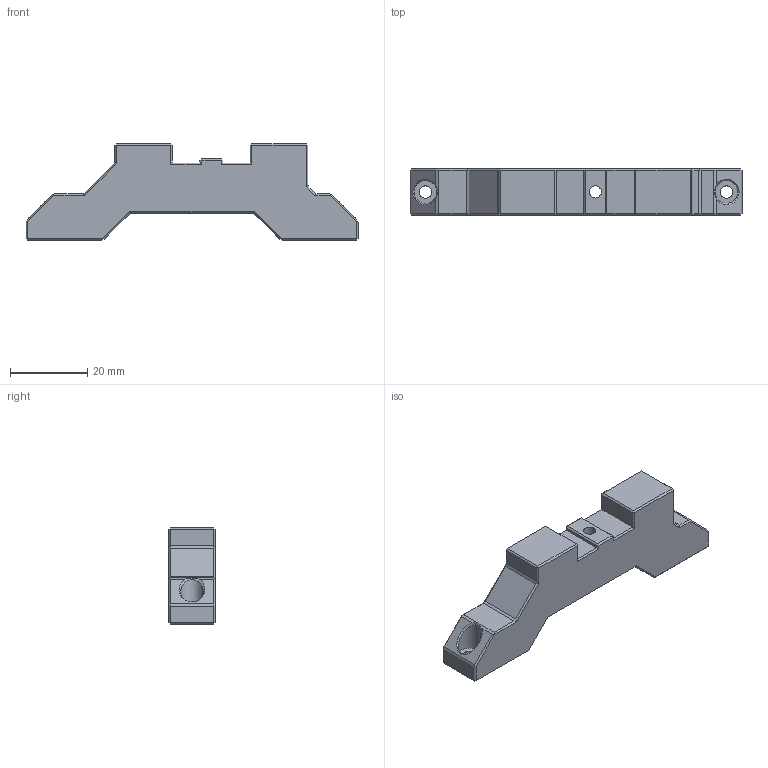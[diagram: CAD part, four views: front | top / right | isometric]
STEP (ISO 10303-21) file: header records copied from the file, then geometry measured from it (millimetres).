
FILE_DESCRIPTION(/* description */ (''),/* implementation_level */ '2;1');
FILE_NAME(/* name */ 'ercf_v2_middle_foot.step',/* time_stamp */ '2024-08-10T12:36:57-04:00',/* author */ (''),/* organization */ (''),/* preprocessor_version */ 'ST-DEVELOPER v20',/* originating_system */ 'Autodesk Translation Framework v13.14.0.145',/* authorisation */ '');
FILE_SCHEMA (('AUTOMOTIVE_DESIGN { 1 0 10303 214 3 1 1 }'));
Length unit declared in the file: millimetre
Products named in the file (1): ercf_v2_middle_foot
Bounding box: 86 x 12 x 25 mm (x, y, z)
Volume: 14899.5 mm3; surface area: 5579.7 mm2
Topology: 1 solids, 1 shells, 146 faces, 303 edges, 160 vertices
Faces by surface type: plane 137, cylinder 6, bspline 2, cone 1
Full cylindrical faces by diameter (mm): 3.15 x1, 3.2 x2, 5.9 x3
Entity records: 3898 total; most frequent: CARTESIAN_POINT 861, ORIENTED_EDGE 606, DIRECTION 593, EDGE_CURVE 303, LINE 281, VECTOR 281, VERTEX_POINT 160, AXIS2_PLACEMENT_3D 156
